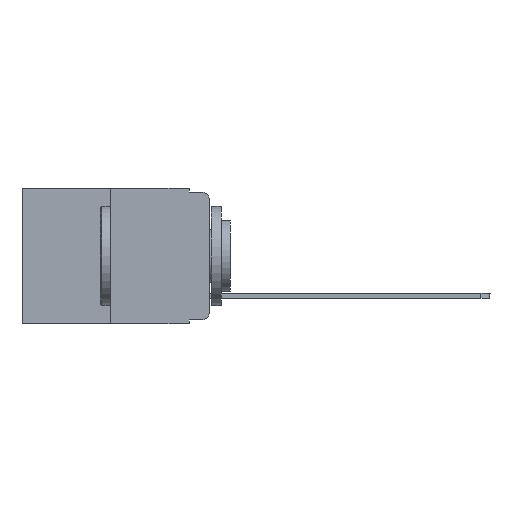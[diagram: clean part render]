
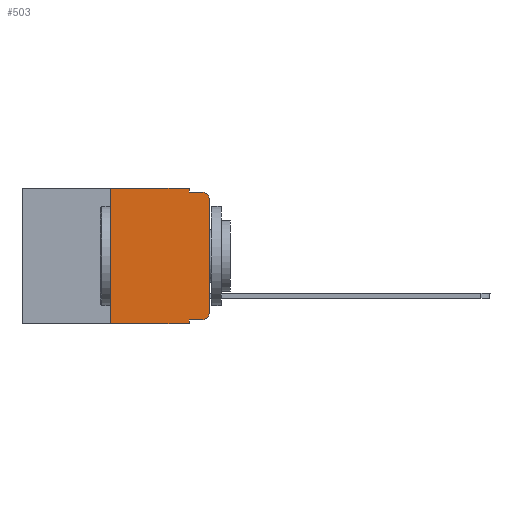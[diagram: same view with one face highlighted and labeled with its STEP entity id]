
A CAD part, left-side view. The second image highlights one B-rep face of the part: STEP entity #503.
In plain terms, the highlighted planar face has unit normal (-1, 0, 0).
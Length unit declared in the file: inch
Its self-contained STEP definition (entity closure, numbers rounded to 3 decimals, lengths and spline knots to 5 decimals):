
#44 = CARTESIAN_POINT ( 'NONE',  ( 0., 0.051, 0. ) ) ;
#435 = EDGE_CURVE ( 'NONE', #9180, #3217, #12568, .T. ) ;
#503 = ADVANCED_FACE ( 'NONE', ( #9506 ), #16180, .F. ) ;
#1805 = CIRCLE ( 'NONE', #8730, 0.02 ) ;
#2144 = DIRECTION ( 'NONE',  ( 0., -1., 0. ) ) ;
#2165 = DIRECTION ( 'NONE',  ( 0., 0., 1. ) ) ;
#3217 = VERTEX_POINT ( 'NONE', #16848 ) ;
#3249 = VECTOR ( 'NONE', #6737, 39.37008 ) ;
#3473 = EDGE_CURVE ( 'NONE', #4150, #14594, #12231, .T. ) ;
#4150 = VERTEX_POINT ( 'NONE', #7554 ) ;
#4435 = DIRECTION ( 'NONE',  ( 0., 0., 1. ) ) ;
#4475 = ORIENTED_EDGE ( 'NONE', *, *, #6007, .T. ) ;
#4508 = EDGE_CURVE ( 'NONE', #14594, #10544, #11736, .T. ) ;
#4528 = AXIS2_PLACEMENT_3D ( 'NONE', #10724, #11971, #4594 ) ;
#4594 = DIRECTION ( 'NONE',  ( 0., 0., -1. ) ) ;
#4977 = VERTEX_POINT ( 'NONE', #6773 ) ;
#5104 = LINE ( 'NONE', #6677, #16193 ) ;
#5131 = ORIENTED_EDGE ( 'NONE', *, *, #10000, .T. ) ;
#5512 = DIRECTION ( 'NONE',  ( 0., -1., 0. ) ) ;
#5544 = CARTESIAN_POINT ( 'NONE',  ( 0., 0.051, 0. ) ) ;
#6007 = EDGE_CURVE ( 'NONE', #4977, #13334, #1805, .T. ) ;
#6112 = CARTESIAN_POINT ( 'NONE',  ( 0., 0.25, -0.343 ) ) ;
#6149 = CARTESIAN_POINT ( 'NONE',  ( 0., 0.051, -0.333 ) ) ;
#6677 = CARTESIAN_POINT ( 'NONE',  ( 0., 0.051, -0.333 ) ) ;
#6711 = EDGE_CURVE ( 'NONE', #10544, #13334, #15684, .T. ) ;
#6737 = DIRECTION ( 'NONE',  ( 0., -1., 0. ) ) ;
#6773 = CARTESIAN_POINT ( 'NONE',  ( 0., 0., -0.03 ) ) ;
#6774 = ORIENTED_EDGE ( 'NONE', *, *, #17512, .F. ) ;
#7554 = CARTESIAN_POINT ( 'NONE',  ( 0., 0.25, 0. ) ) ;
#7692 = ORIENTED_EDGE ( 'NONE', *, *, #16803, .T. ) ;
#7766 = VERTEX_POINT ( 'NONE', #6149 ) ;
#7782 = ORIENTED_EDGE ( 'NONE', *, *, #12171, .F. ) ;
#7977 = DIRECTION ( 'NONE',  ( 0., -1., 0. ) ) ;
#8491 = VERTEX_POINT ( 'NONE', #14389 ) ;
#8668 = DIRECTION ( 'NONE',  ( -1., 0., 0. ) ) ;
#8730 = AXIS2_PLACEMENT_3D ( 'NONE', #17523, #8668, #19121 ) ;
#9180 = VERTEX_POINT ( 'NONE', #6112 ) ;
#9468 = ORIENTED_EDGE ( 'NONE', *, *, #6711, .F. ) ;
#9506 = FACE_OUTER_BOUND ( 'NONE', #18997, .T. ) ;
#9592 = ORIENTED_EDGE ( 'NONE', *, *, #18189, .T. ) ;
#9934 = CARTESIAN_POINT ( 'NONE',  ( 0., 0.02, -0.01 ) ) ;
#9944 = DIRECTION ( 'NONE',  ( 0., 0., -1. ) ) ;
#10000 = EDGE_CURVE ( 'NONE', #7766, #13208, #5104, .T. ) ;
#10424 = DIRECTION ( 'NONE',  ( 1., 0., 0. ) ) ;
#10544 = VERTEX_POINT ( 'NONE', #11546 ) ;
#10701 = VECTOR ( 'NONE', #4435, 39.37008 ) ;
#10724 = CARTESIAN_POINT ( 'NONE',  ( 0., 0.02, -0.313 ) ) ;
#11034 = CIRCLE ( 'NONE', #4528, 0.02 ) ;
#11206 = CARTESIAN_POINT ( 'NONE',  ( 0., 0.473, 0. ) ) ;
#11362 = CARTESIAN_POINT ( 'NONE',  ( 0., 0.473, -0.343 ) ) ;
#11456 = CARTESIAN_POINT ( 'NONE',  ( 0., 0.051, 0. ) ) ;
#11546 = CARTESIAN_POINT ( 'NONE',  ( 0., 0.051, -0.01 ) ) ;
#11736 = LINE ( 'NONE', #11456, #12197 ) ;
#11971 = DIRECTION ( 'NONE',  ( -1., 0., 0. ) ) ;
#12171 = EDGE_CURVE ( 'NONE', #9180, #4150, #16568, .T. ) ;
#12197 = VECTOR ( 'NONE', #9944, 39.37008 ) ;
#12231 = LINE ( 'NONE', #11206, #3249 ) ;
#12568 = LINE ( 'NONE', #11362, #15149 ) ;
#12805 = AXIS2_PLACEMENT_3D ( 'NONE', #13198, #10424, #14724 ) ;
#13198 = CARTESIAN_POINT ( 'NONE',  ( 0., 0.473, 0. ) ) ;
#13208 = VERTEX_POINT ( 'NONE', #18827 ) ;
#13334 = VERTEX_POINT ( 'NONE', #9934 ) ;
#13356 = LINE ( 'NONE', #5544, #19437 ) ;
#13910 = ORIENTED_EDGE ( 'NONE', *, *, #3473, .F. ) ;
#14012 = VECTOR ( 'NONE', #7977, 39.37008 ) ;
#14122 = CARTESIAN_POINT ( 'NONE',  ( 0., 0.25, 0. ) ) ;
#14389 = CARTESIAN_POINT ( 'NONE',  ( 0., 0., -0.313 ) ) ;
#14594 = VERTEX_POINT ( 'NONE', #44 ) ;
#14724 = DIRECTION ( 'NONE',  ( 0., 0., -1. ) ) ;
#15149 = VECTOR ( 'NONE', #5512, 39.37008 ) ;
#15472 = CARTESIAN_POINT ( 'NONE',  ( 0., 0.051, -0.01 ) ) ;
#15684 = LINE ( 'NONE', #15472, #14012 ) ;
#16180 = PLANE ( 'NONE',  #12805 ) ;
#16193 = VECTOR ( 'NONE', #2144, 39.37008 ) ;
#16551 = CARTESIAN_POINT ( 'NONE',  ( 0., 0., 0. ) ) ;
#16568 = LINE ( 'NONE', #14122, #18426 ) ;
#16803 = EDGE_CURVE ( 'NONE', #13208, #8491, #11034, .T. ) ;
#16848 = CARTESIAN_POINT ( 'NONE',  ( 0., 0.051, -0.343 ) ) ;
#17437 = ORIENTED_EDGE ( 'NONE', *, *, #4508, .F. ) ;
#17512 = EDGE_CURVE ( 'NONE', #7766, #3217, #13356, .T. ) ;
#17523 = CARTESIAN_POINT ( 'NONE',  ( 0., 0.02, -0.03 ) ) ;
#18189 = EDGE_CURVE ( 'NONE', #8491, #4977, #18670, .T. ) ;
#18229 = ORIENTED_EDGE ( 'NONE', *, *, #435, .T. ) ;
#18426 = VECTOR ( 'NONE', #2165, 39.37008 ) ;
#18670 = LINE ( 'NONE', #16551, #10701 ) ;
#18827 = CARTESIAN_POINT ( 'NONE',  ( 0., 0.02, -0.333 ) ) ;
#18997 = EDGE_LOOP ( 'NONE', ( #9592, #4475, #9468, #17437, #13910, #7782, #18229, #6774, #5131, #7692 ) ) ;
#19045 = DIRECTION ( 'NONE',  ( 0., 0., -1. ) ) ;
#19121 = DIRECTION ( 'NONE',  ( 0., 0., -1. ) ) ;
#19437 = VECTOR ( 'NONE', #19045, 39.37008 ) ;
